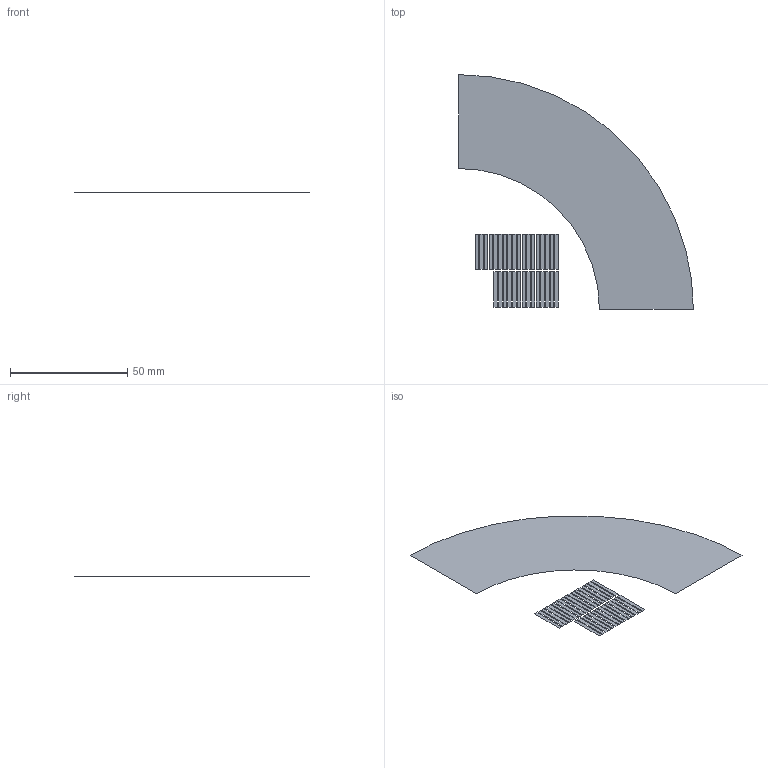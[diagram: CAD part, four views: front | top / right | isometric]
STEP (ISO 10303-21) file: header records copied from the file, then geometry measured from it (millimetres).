
FILE_DESCRIPTION((''),'2;1');
FILE_NAME('GEO2','2018-05-17T',('LNBrouwer'),(''),'PRO/ENGINEER BY PARAMETRIC TECHNOLOGY CORPORATION, 2014200','PRO/ENGINEER BY PARAMETRIC TECHNOLOGY CORPORATION, 2014200','');
FILE_SCHEMA(('CONFIG_CONTROL_DESIGN'));
Length unit declared in the file: metre
Products named in the file (1): GEO2
Bounding box: 100 x 100 x 0 mm (x, y, z)
Surface area: 5746.5 mm2 (no closed solid volume)
Topology: 0 solids, 0 shells, 33 faces, 132 edges, 132 vertices
Faces by surface type: bspline 33
Entity records: 2074 total; most frequent: CARTESIAN_POINT 458, DIRECTION 260, VECTOR 260, LINE 260, TRIMMED_CURVE 260, DEFINITIONAL_REPRESENTATION 132, PCURVE 132, COMPOSITE_CURVE_SEGMENT 132
